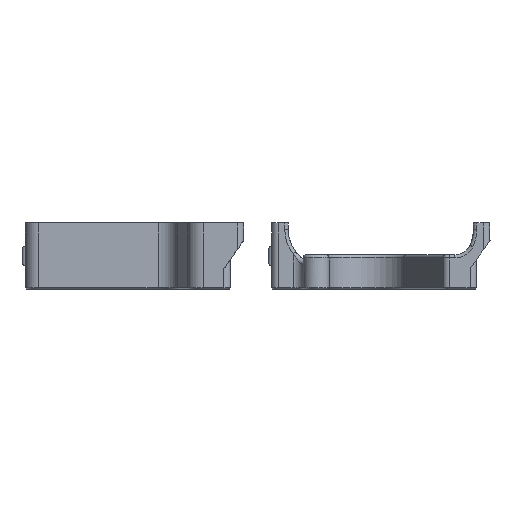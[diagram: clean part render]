
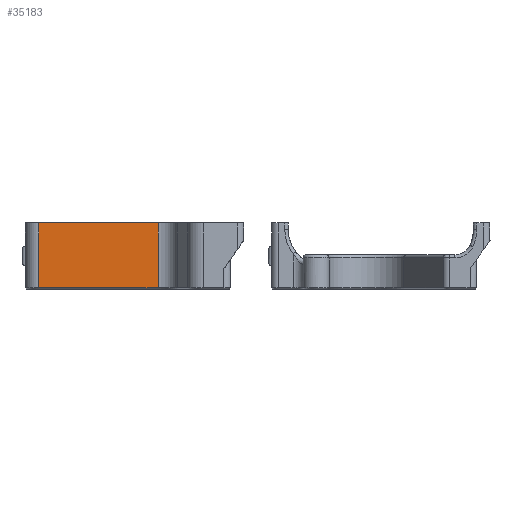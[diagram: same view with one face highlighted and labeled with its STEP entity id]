
A CAD part, left-side view. The second image highlights one B-rep face of the part: STEP entity #35183.
In plain terms, the highlighted face is planar.
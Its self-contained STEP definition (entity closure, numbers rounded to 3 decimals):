
#4041=FACE_OUTER_BOUND('',#6270,.T.);
#6270=EDGE_LOOP('',(#30945,#30946,#30947,#30948));
#9983=LINE('',#60516,#13689);
#9984=LINE('',#60519,#13690);
#9985=LINE('',#60521,#13691);
#9986=LINE('',#60522,#13692);
#13689=VECTOR('',#47859,6.);
#13690=VECTOR('',#47862,10.);
#13691=VECTOR('',#47863,10.);
#13692=VECTOR('',#47864,10.);
#16528=VERTEX_POINT('',#60509);
#16531=VERTEX_POINT('',#60514);
#16532=VERTEX_POINT('',#60518);
#16533=VERTEX_POINT('',#60520);
#21395=EDGE_CURVE('',#16531,#16528,#9983,.T.);
#21396=EDGE_CURVE('',#16532,#16528,#9984,.T.);
#21397=EDGE_CURVE('',#16533,#16531,#9985,.T.);
#21398=EDGE_CURVE('',#16532,#16533,#9986,.T.);
#30945=ORIENTED_EDGE('',*,*,#21396,.T.);
#30946=ORIENTED_EDGE('',*,*,#21395,.F.);
#30947=ORIENTED_EDGE('',*,*,#21397,.F.);
#30948=ORIENTED_EDGE('',*,*,#21398,.F.);
#33112=PLANE('',#38278);
#35183=ADVANCED_FACE('',(#4041),#33112,.F.);
#38278=AXIS2_PLACEMENT_3D('',#60517,#47860,#47861);
#47859=DIRECTION('',(0.,0.,1.));
#47860=DIRECTION('center_axis',(-1.,0.,0.));
#47861=DIRECTION('ref_axis',(0.,1.,0.));
#47862=DIRECTION('',(0.,-1.,0.));
#47863=DIRECTION('',(0.,-1.,0.));
#47864=DIRECTION('',(0.,0.,-1.));
#60509=CARTESIAN_POINT('',(73.03,96.29,0.));
#60514=CARTESIAN_POINT('',(73.03,96.29,-19.6));
#60516=CARTESIAN_POINT('',(73.03,96.29,-19.6));
#60517=CARTESIAN_POINT('Origin',(73.03,96.29,-19.6));
#60518=CARTESIAN_POINT('',(73.03,132.392,0.));
#60519=CARTESIAN_POINT('',(73.03,99.841,0.));
#60520=CARTESIAN_POINT('',(73.03,132.392,-19.6));
#60521=CARTESIAN_POINT('',(73.03,99.841,-19.6));
#60522=CARTESIAN_POINT('',(73.03,132.392,-19.6));
